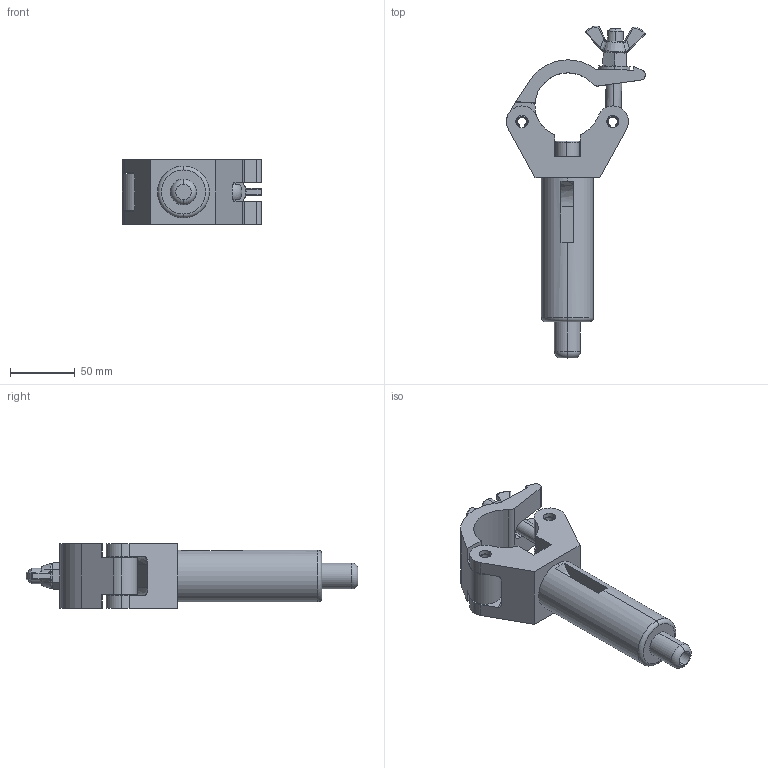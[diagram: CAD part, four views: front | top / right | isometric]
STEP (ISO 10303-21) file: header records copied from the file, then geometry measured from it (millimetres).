
FILE_DESCRIPTION (( 'STEP AP214' ), '1' );
FILE_NAME ('T37684.step', '2023-06-08T09:58:23', ( '' ), ( '' ), 'SwSTEP 2.0', 'SolidWorks 2022', '' );
FILE_SCHEMA (( 'AUTOMOTIVE_DESIGN' ));
Length unit declared in the file: millimetre
Products named in the file (13): TH2000_TH2000 - 50MM WIDE; Socket Head Cap Screw_Doughty Fastners_BS EN ISO 4762 M12 x 35 - 35S; TH2001_TH2001 - 50MM WIDE; TH157_TH157; T37683; TH566; T37684; T78000; A Washer_Bright washer BS 4320 - M12 (Form A); TH156_TH156; Hex Nut Style 1 GradeAB_Doughty Fastners_Hexagon Nut ISO - 4032 - M12 - D - S; F790; F883_DIN 315-M12-GT-C-N
Assembly tree (13 placements, depth 3):
  T37684
    TH156_TH156
      TH2000_TH2000 - 50MM WIDE
    TH157_TH157
      TH2001_TH2001 - 50MM WIDE
    T78000
      TH566
      A Washer_Bright washer BS 4320 - M12 (Form A)
      Hex Nut Style 1 GradeAB_Doughty Fastners_Hexagon Nut ISO - 4032 - M12 - D - S
      F883_DIN 315-M12-GT-C-N
    F790  x2
    T37683
    Socket Head Cap Screw_Doughty Fastners_BS EN ISO 4762 M12 x 35 - 35S
Bounding box: 107.22 x 255.87 x 49.9 mm (x, y, z)
Volume: 334408.4 mm3; surface area: 78047.9 mm2
Topology: 10 solids, 10 shells, 414 faces, 999 edges, 596 vertices
Faces by surface type: cone 138, cylinder 134, plane 82, bspline 33, torus 16, sphere 11
Entity records: 12871 total; most frequent: CARTESIAN_POINT 3078, DIRECTION 2089, ORIENTED_EDGE 1892, EDGE_CURVE 946, AXIS2_PLACEMENT_3D 855, VERTEX_POINT 570, CIRCLE 471, EDGE_LOOP 422
